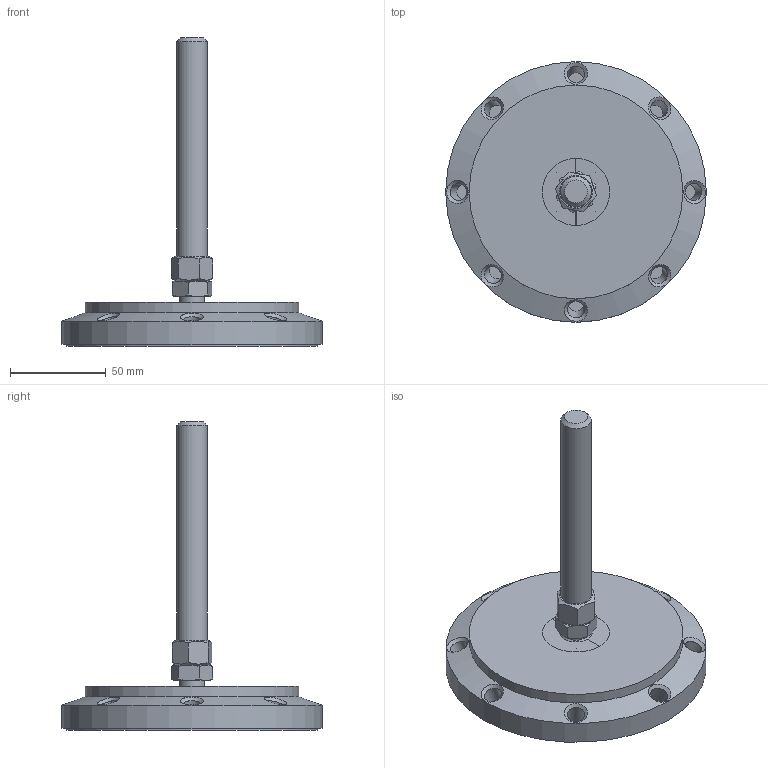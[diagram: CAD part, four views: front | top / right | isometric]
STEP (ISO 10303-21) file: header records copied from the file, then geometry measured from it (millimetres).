
FILE_DESCRIPTION(/* description */ ('GK Stellf. Stahl/Stahl D 136 SVDB'),/* implementation_level */ '2;1');
FILE_NAME(/* name */ 'SF0951V.stp',/* time_stamp */ '2015-12-23T11:23:00+01:00',/* author */ ('Marina Kaa'),/* organization */ (''),/* preprocessor_version */ 'ST-DEVELOPER v15.6',/* originating_system */ 'Autodesk Inventor 2015',/* authorisation */ '');
FILE_SCHEMA (('AUTOMOTIVE_DESIGN { 1 0 10303 214 3 1 1 }'));
Length unit declared in the file: millimetre
Products named in the file (7): ME9603136_A; ME1501011_A; ME5201100_A; ME1700016_A; ME14161541230_A; DK7991050120_A; SF0951V_A
Bounding box: 136 x 136 x 161 mm (x, y, z)
Volume: 317986.7 mm3; surface area: 83567.1 mm2
Topology: 10 solids, 10 shells, 163 faces, 375 edges, 236 vertices
Faces by surface type: plane 71, cylinder 40, cone 36, bspline 8, sphere 4, torus 4
Full cylindrical faces by diameter (mm): 4.134 x4, 5 x4, 5.5 x4, 9 x8, 10 x4, 13 x1, 13.835 x1, 16 x1, 35 x2, 36 x1, 111.5 x1, 131 x1, 132 x1, 136 x1
Entity records: 4180 total; most frequent: CARTESIAN_POINT 1844, DIRECTION 444, ORIENTED_EDGE 388, EDGE_CURVE 194, AXIS2_PLACEMENT_3D 194, EDGE_LOOP 182, VERTEX_POINT 148, FACE_OUTER_BOUND 107
